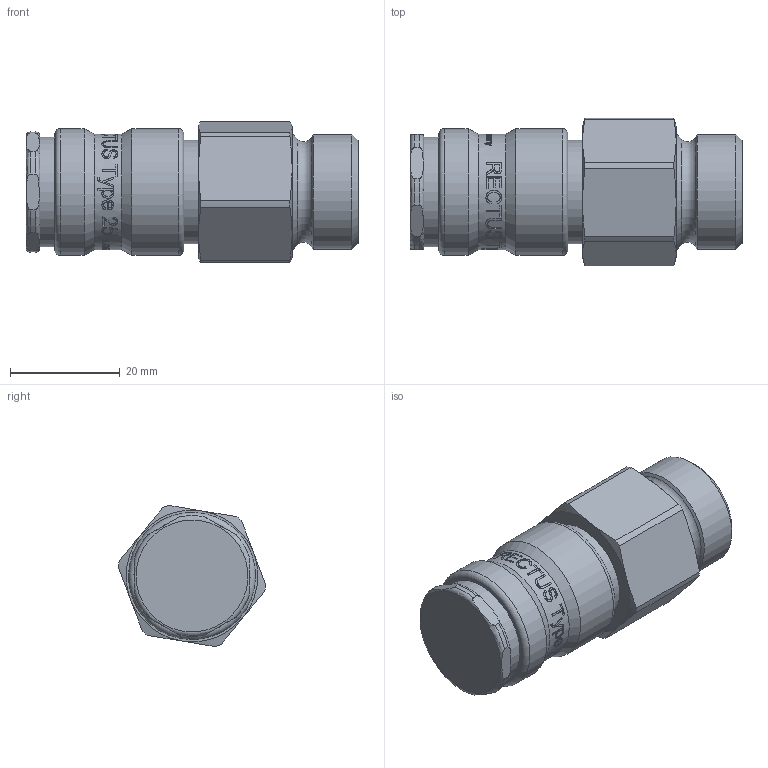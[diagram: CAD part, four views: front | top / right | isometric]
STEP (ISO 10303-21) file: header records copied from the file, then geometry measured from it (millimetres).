
FILE_DESCRIPTION((''),'2;1');
FILE_NAME('25kbaw21rvx.stp','2014-05-15T13:06:18',('IA176480'),(''),'Autodesk Inventor 2013','Autodesk Inventor 2013','');
FILE_SCHEMA(('AUTOMOTIVE_DESIGN { 1 0 10303 214 1 1 1 1 }'));
Length unit declared in the file: millimetre
Products named in the file (1): D105016
Bounding box: 60.5 x 26.86 x 25.7 mm (x, y, z)
Volume: 22886.3 mm3; surface area: 8615 mm2
Topology: 2 solids, 2 shells, 608 faces, 1602 edges, 1059 vertices
Faces by surface type: bspline 288, plane 210, cylinder 79, cone 25, torus 6
Full cylindrical faces by diameter (mm): 16 x1, 17.25 x1, 18.95 x1, 19.35 x1, 20 x1, 20.05 x1, 20.955 x1, 21 x1, 23.15 x2
Entity records: 90553 total; most frequent: CARTESIAN_POINT 77297, ORIENTED_EDGE 3134, DIRECTION 1589, EDGE_CURVE 1567, VERTEX_POINT 1054, B_SPLINE_CURVE_WITH_KNOTS 774, EDGE_LOOP 701, FACE_OUTER_BOUND 608
